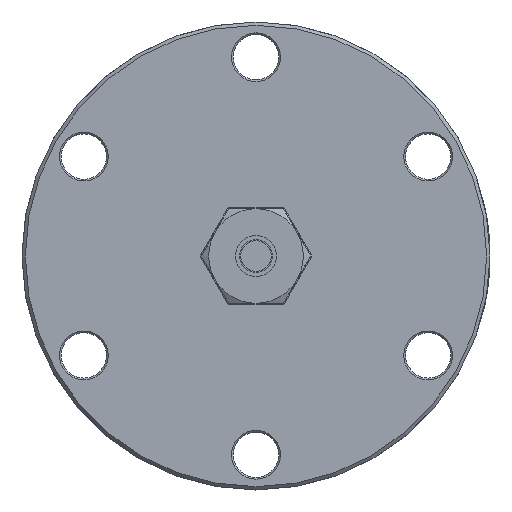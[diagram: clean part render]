
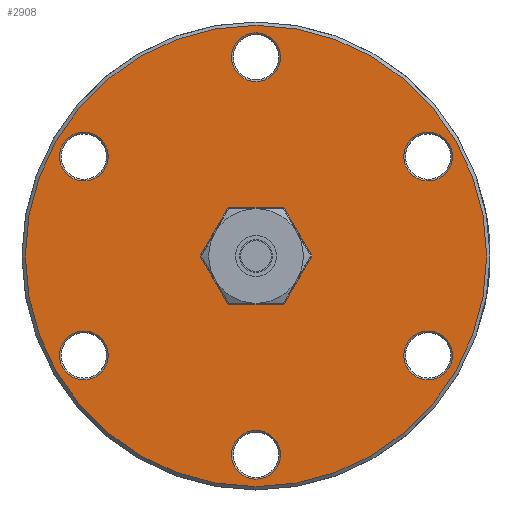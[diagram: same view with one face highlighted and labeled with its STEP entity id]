
A CAD part, front view. The second image highlights one B-rep face of the part: STEP entity #2908.
In plain terms, the highlighted planar face has unit normal (0, -1, 0).
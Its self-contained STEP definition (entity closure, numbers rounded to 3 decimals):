
#293=FACE_BOUND('',#579,.T.);
#294=FACE_BOUND('',#580,.T.);
#295=FACE_BOUND('',#581,.T.);
#296=FACE_BOUND('',#582,.T.);
#297=FACE_BOUND('',#583,.T.);
#298=FACE_BOUND('',#584,.T.);
#299=FACE_BOUND('',#585,.T.);
#323=PLANE('',#3198);
#395=FACE_OUTER_BOUND('',#578,.T.);
#578=EDGE_LOOP('',(#1990));
#579=EDGE_LOOP('',(#1991));
#580=EDGE_LOOP('',(#1992));
#581=EDGE_LOOP('',(#1993));
#582=EDGE_LOOP('',(#1994));
#583=EDGE_LOOP('',(#1995));
#584=EDGE_LOOP('',(#1996));
#585=EDGE_LOOP('',(#1997));
#1101=CIRCLE('',#3191,3.175);
#1105=CIRCLE('',#3197,34.05);
#1106=CIRCLE('',#3199,3.6);
#1107=CIRCLE('',#3200,3.6);
#1108=CIRCLE('',#3201,3.6);
#1109=CIRCLE('',#3202,3.6);
#1110=CIRCLE('',#3203,3.6);
#1111=CIRCLE('',#3204,3.6);
#1230=VERTEX_POINT('',#4262);
#1234=VERTEX_POINT('',#4273);
#1235=VERTEX_POINT('',#4277);
#1236=VERTEX_POINT('',#4279);
#1237=VERTEX_POINT('',#4281);
#1238=VERTEX_POINT('',#4283);
#1239=VERTEX_POINT('',#4285);
#1240=VERTEX_POINT('',#4287);
#1522=EDGE_CURVE('',#1230,#1230,#1101,.T.);
#1528=EDGE_CURVE('',#1234,#1234,#1105,.T.);
#1529=EDGE_CURVE('',#1235,#1235,#1106,.T.);
#1530=EDGE_CURVE('',#1236,#1236,#1107,.T.);
#1531=EDGE_CURVE('',#1237,#1237,#1108,.T.);
#1532=EDGE_CURVE('',#1238,#1238,#1109,.T.);
#1533=EDGE_CURVE('',#1239,#1239,#1110,.T.);
#1534=EDGE_CURVE('',#1240,#1240,#1111,.T.);
#1990=ORIENTED_EDGE('',*,*,#1528,.F.);
#1991=ORIENTED_EDGE('',*,*,#1522,.T.);
#1992=ORIENTED_EDGE('',*,*,#1529,.F.);
#1993=ORIENTED_EDGE('',*,*,#1530,.F.);
#1994=ORIENTED_EDGE('',*,*,#1531,.F.);
#1995=ORIENTED_EDGE('',*,*,#1532,.F.);
#1996=ORIENTED_EDGE('',*,*,#1533,.F.);
#1997=ORIENTED_EDGE('',*,*,#1534,.F.);
#2908=ADVANCED_FACE('',(#395,#293,#294,#295,#296,#297,#298,#299),#323,.T.);
#3191=AXIS2_PLACEMENT_3D('',#4263,#3507,#3508);
#3197=AXIS2_PLACEMENT_3D('',#4275,#3521,#3522);
#3198=AXIS2_PLACEMENT_3D('',#4276,#3523,#3524);
#3199=AXIS2_PLACEMENT_3D('',#4278,#3525,#3526);
#3200=AXIS2_PLACEMENT_3D('',#4280,#3527,#3528);
#3201=AXIS2_PLACEMENT_3D('',#4282,#3529,#3530);
#3202=AXIS2_PLACEMENT_3D('',#4284,#3531,#3532);
#3203=AXIS2_PLACEMENT_3D('',#4286,#3533,#3534);
#3204=AXIS2_PLACEMENT_3D('',#4288,#3535,#3536);
#3507=DIRECTION('center_axis',(0.,1.,0.));
#3508=DIRECTION('ref_axis',(-1.,0.,0.));
#3521=DIRECTION('center_axis',(0.,1.,0.));
#3522=DIRECTION('ref_axis',(1.,0.,0.));
#3523=DIRECTION('center_axis',(0.,-1.,0.));
#3524=DIRECTION('ref_axis',(0.,0.,-1.));
#3525=DIRECTION('center_axis',(0.,-1.,0.));
#3526=DIRECTION('ref_axis',(0.5,0.,0.866));
#3527=DIRECTION('center_axis',(0.,-1.,0.));
#3528=DIRECTION('ref_axis',(-1.,0.,0.));
#3529=DIRECTION('center_axis',(0.,-1.,0.));
#3530=DIRECTION('ref_axis',(0.5,0.,-0.866));
#3531=DIRECTION('center_axis',(0.,-1.,0.));
#3532=DIRECTION('ref_axis',(1.,0.,0.));
#3533=DIRECTION('center_axis',(0.,-1.,0.));
#3534=DIRECTION('ref_axis',(-0.5,0.,-0.866));
#3535=DIRECTION('center_axis',(0.,-1.,0.));
#3536=DIRECTION('ref_axis',(-0.5,0.,0.866));
#4262=CARTESIAN_POINT('',(3.175,0.,0.009));
#4263=CARTESIAN_POINT('Origin',(0.,0.,0.009));
#4273=CARTESIAN_POINT('',(-34.05,0.,0.));
#4275=CARTESIAN_POINT('Origin',(0.,0.,0.));
#4276=CARTESIAN_POINT('Origin',(-34.55,0.,0.));
#4277=CARTESIAN_POINT('',(23.618,0.,-17.793));
#4278=CARTESIAN_POINT('Origin',(25.418,0.,-14.675));
#4279=CARTESIAN_POINT('',(3.6,0.,29.35));
#4280=CARTESIAN_POINT('Origin',(0.,0.,29.35));
#4281=CARTESIAN_POINT('',(-27.218,0.,-11.557));
#4282=CARTESIAN_POINT('Origin',(-25.418,0.,-14.675));
#4283=CARTESIAN_POINT('',(-3.6,0.,-29.35));
#4284=CARTESIAN_POINT('Origin',(0.,0.,-29.35));
#4285=CARTESIAN_POINT('',(-23.618,0.,17.793));
#4286=CARTESIAN_POINT('Origin',(-25.418,0.,
14.675));
#4287=CARTESIAN_POINT('',(27.218,0.,11.557));
#4288=CARTESIAN_POINT('Origin',(25.418,0.,14.675));
